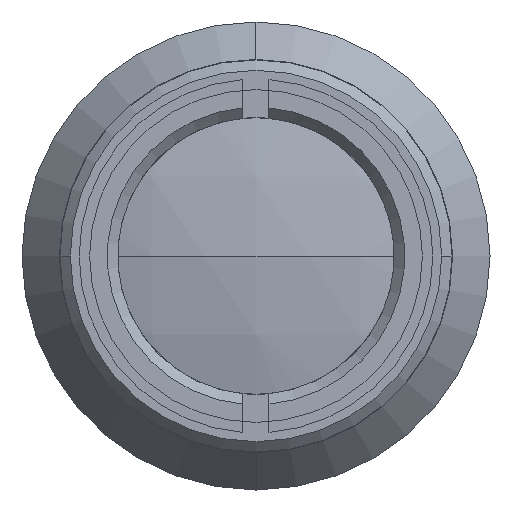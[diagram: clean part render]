
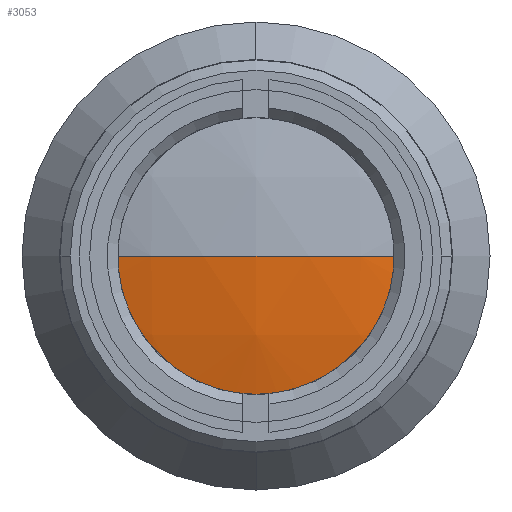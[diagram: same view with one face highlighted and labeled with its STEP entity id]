
A CAD part, left-side view. The second image highlights one B-rep face of the part: STEP entity #3053.
In plain terms, the highlighted spherical face has radius 57.68 mm.
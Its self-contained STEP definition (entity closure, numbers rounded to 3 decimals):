
#91 = SPHERICAL_SURFACE ( 'NONE', #2993, 57.68 ) ;
#227 = CARTESIAN_POINT ( 'NONE',  ( -51.955, 15., 0. ) ) ;
#294 = DIRECTION ( 'NONE',  ( 0., 1., 0. ) ) ;
#453 = VERTEX_POINT ( 'NONE', #1882 ) ;
#546 = EDGE_CURVE ( 'NONE', #2001, #453, #2324, .T. ) ;
#568 = FACE_OUTER_BOUND ( 'NONE', #1690, .T. ) ;
#592 = CARTESIAN_POINT ( 'NONE',  ( 3.74, 0., 0. ) ) ;
#613 = CARTESIAN_POINT ( 'NONE',  ( -51.955, 0., 0. ) ) ;
#677 = ORIENTED_EDGE ( 'NONE', *, *, #546, .T. ) ;
#764 = CIRCLE ( 'NONE', #2566, 15. ) ;
#768 = CARTESIAN_POINT ( 'NONE',  ( 3.74, 0., 0. ) ) ;
#940 = AXIS2_PLACEMENT_3D ( 'NONE', #768, #1994, #1223 ) ;
#1070 = DIRECTION ( 'NONE',  ( 0., 0., -1. ) ) ;
#1087 = CARTESIAN_POINT ( 'NONE',  ( 3.74, 0., 0. ) ) ;
#1223 = DIRECTION ( 'NONE',  ( 0., 1., 0. ) ) ;
#1366 = DIRECTION ( 'NONE',  ( 0., 0., 1. ) ) ;
#1454 = CIRCLE ( 'NONE', #2836, 57.68 ) ;
#1482 = EDGE_CURVE ( 'NONE', #2591, #2001, #764, .T. ) ;
#1591 = DIRECTION ( 'NONE',  ( 0., 0., 1. ) ) ;
#1690 = EDGE_LOOP ( 'NONE', ( #1851, #677, #1834 ) ) ;
#1834 = ORIENTED_EDGE ( 'NONE', *, *, #2840, .F. ) ;
#1851 = ORIENTED_EDGE ( 'NONE', *, *, #1482, .T. ) ;
#1856 = DIRECTION ( 'NONE',  ( 1., 0., 0. ) ) ;
#1882 = CARTESIAN_POINT ( 'NONE',  ( -53.94, 0., 0. ) ) ;
#1994 = DIRECTION ( 'NONE',  ( 0., 0., -1. ) ) ;
#2001 = VERTEX_POINT ( 'NONE', #2534 ) ;
#2324 = CIRCLE ( 'NONE', #940, 57.68 ) ;
#2534 = CARTESIAN_POINT ( 'NONE',  ( -51.955, -15., 0. ) ) ;
#2566 = AXIS2_PLACEMENT_3D ( 'NONE', #613, #2892, #1366 ) ;
#2591 = VERTEX_POINT ( 'NONE', #227 ) ;
#2836 = AXIS2_PLACEMENT_3D ( 'NONE', #592, #1591, #1856 ) ;
#2840 = EDGE_CURVE ( 'NONE', #2591, #453, #1454, .T. ) ;
#2892 = DIRECTION ( 'NONE',  ( -1., 0., 0. ) ) ;
#2993 = AXIS2_PLACEMENT_3D ( 'NONE', #1087, #1070, #294 ) ;
#3053 = ADVANCED_FACE ( 'NONE', ( #568 ), #91, .T. ) ;
